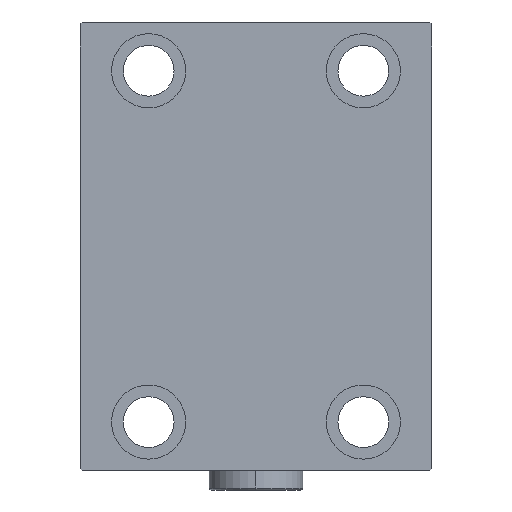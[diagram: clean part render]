
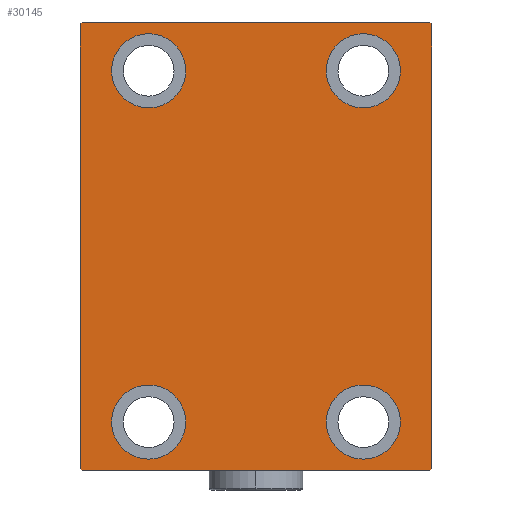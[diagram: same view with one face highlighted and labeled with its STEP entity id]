
A CAD part, left-side view. The second image highlights one B-rep face of the part: STEP entity #30145.
In plain terms, the highlighted face is planar.
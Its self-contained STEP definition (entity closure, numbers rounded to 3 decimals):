
#421 = CARTESIAN_POINT ( 'NONE',  ( 108., 45., -57. ) ) ;
#463 = DIRECTION ( 'NONE',  ( 0., 0.707, -0.707 ) ) ;
#633 = DIRECTION ( 'NONE',  ( -1., 0., 0. ) ) ;
#733 = AXIS2_PLACEMENT_3D ( 'NONE', #31758, #18736, #14769 ) ;
#1061 = VERTEX_POINT ( 'NONE', #13097 ) ;
#1421 = EDGE_CURVE ( 'NONE', #43353, #2050, #35296, .T. ) ;
#2050 = VERTEX_POINT ( 'NONE', #421 ) ;
#2198 = ORIENTED_EDGE ( 'NONE', *, *, #14772, .T. ) ;
#2288 = CARTESIAN_POINT ( 'NONE',  ( 108., -51., 51. ) ) ;
#3167 = CARTESIAN_POINT ( 'NONE',  ( 108., 45., -57.5 ) ) ;
#3394 = FACE_OUTER_BOUND ( 'NONE', #23430, .T. ) ;
#3395 = DIRECTION ( 'NONE',  ( 0., 0., 1. ) ) ;
#3499 = LINE ( 'NONE', #42569, #43982 ) ;
#3540 = VERTEX_POINT ( 'NONE', #5834 ) ;
#3555 = DIRECTION ( 'NONE',  ( -1., 0., 0. ) ) ;
#3776 = EDGE_LOOP ( 'NONE', ( #10777, #28586 ) ) ;
#3891 = CARTESIAN_POINT ( 'NONE',  ( 108., -27.5, 45. ) ) ;
#4019 = VECTOR ( 'NONE', #3395, 1000. ) ;
#4549 = DIRECTION ( 'NONE',  ( 0., 0., 1. ) ) ;
#4567 = AXIS2_PLACEMENT_3D ( 'NONE', #15703, #18981, #4549 ) ;
#4862 = EDGE_CURVE ( 'NONE', #40011, #3540, #22406, .T. ) ;
#5426 = CIRCLE ( 'NONE', #18815, 9.5 ) ;
#5496 = EDGE_CURVE ( 'NONE', #31722, #1061, #3499, .T. ) ;
#5834 = CARTESIAN_POINT ( 'NONE',  ( 108., -27.5, 54.5 ) ) ;
#6186 = EDGE_CURVE ( 'NONE', #15660, #6331, #12782, .T. ) ;
#6331 = VERTEX_POINT ( 'NONE', #26093 ) ;
#6568 = CARTESIAN_POINT ( 'NONE',  ( 108., -45., 57. ) ) ;
#6874 = FACE_BOUND ( 'NONE', #29037, .T. ) ;
#7374 = CARTESIAN_POINT ( 'NONE',  ( 108., 51., -51. ) ) ;
#7889 = CARTESIAN_POINT ( 'NONE',  ( 108., 27.5, -54.5 ) ) ;
#8754 = AXIS2_PLACEMENT_3D ( 'NONE', #23951, #16044, #38128 ) ;
#9720 = DIRECTION ( 'NONE',  ( 0., -0.707, -0.707 ) ) ;
#9787 = VERTEX_POINT ( 'NONE', #30797 ) ;
#10080 = CARTESIAN_POINT ( 'NONE',  ( 108., -27.5, -45. ) ) ;
#10431 = EDGE_CURVE ( 'NONE', #2050, #31722, #34166, .T. ) ;
#10777 = ORIENTED_EDGE ( 'NONE', *, *, #44036, .T. ) ;
#11629 = DIRECTION ( 'NONE',  ( 0., 0., 1. ) ) ;
#11749 = ORIENTED_EDGE ( 'NONE', *, *, #40783, .T. ) ;
#12731 = CIRCLE ( 'NONE', #4567, 9.5 ) ;
#12782 = CIRCLE ( 'NONE', #17996, 9.5 ) ;
#12922 = LINE ( 'NONE', #30139, #21066 ) ;
#13097 = CARTESIAN_POINT ( 'NONE',  ( 108., 44.5, 57.5 ) ) ;
#14411 = CARTESIAN_POINT ( 'NONE',  ( 108., 45., 57. ) ) ;
#14677 = VERTEX_POINT ( 'NONE', #40952 ) ;
#14769 = DIRECTION ( 'NONE',  ( 0., 0., -1. ) ) ;
#14772 = EDGE_CURVE ( 'NONE', #36363, #45218, #21850, .T. ) ;
#14780 = LINE ( 'NONE', #25038, #44031 ) ;
#14818 = CIRCLE ( 'NONE', #19286, 9.5 ) ;
#15100 = CARTESIAN_POINT ( 'NONE',  ( 108., -27.5, -35.5 ) ) ;
#15660 = VERTEX_POINT ( 'NONE', #15100 ) ;
#15703 = CARTESIAN_POINT ( 'NONE',  ( 108., -27.5, 45. ) ) ;
#16044 = DIRECTION ( 'NONE',  ( -1., 0., 0. ) ) ;
#16189 = CIRCLE ( 'NONE', #8754, 9.5 ) ;
#16451 = ORIENTED_EDGE ( 'NONE', *, *, #21631, .T. ) ;
#16595 = ORIENTED_EDGE ( 'NONE', *, *, #38175, .T. ) ;
#16701 = LINE ( 'NONE', #2288, #35673 ) ;
#17347 = FACE_BOUND ( 'NONE', #3776, .T. ) ;
#17574 = PLANE ( 'NONE',  #733 ) ;
#17680 = DIRECTION ( 'NONE',  ( 0., -0.707, 0.707 ) ) ;
#17930 = AXIS2_PLACEMENT_3D ( 'NONE', #3891, #633, #32021 ) ;
#17996 = AXIS2_PLACEMENT_3D ( 'NONE', #10080, #3555, #38447 ) ;
#18476 = CARTESIAN_POINT ( 'NONE',  ( 108., 27.5, 45. ) ) ;
#18685 = DIRECTION ( 'NONE',  ( 0., 0., -1. ) ) ;
#18736 = DIRECTION ( 'NONE',  ( 1., 0., 0. ) ) ;
#18776 = ORIENTED_EDGE ( 'NONE', *, *, #24413, .T. ) ;
#18815 = AXIS2_PLACEMENT_3D ( 'NONE', #41370, #24150, #45064 ) ;
#18981 = DIRECTION ( 'NONE',  ( -1., 0., 0. ) ) ;
#18989 = CARTESIAN_POINT ( 'NONE',  ( 108., 27.5, -35.5 ) ) ;
#19286 = AXIS2_PLACEMENT_3D ( 'NONE', #25595, #33251, #11629 ) ;
#20167 = ORIENTED_EDGE ( 'NONE', *, *, #4862, .T. ) ;
#21066 = VECTOR ( 'NONE', #37113, 1000. ) ;
#21631 = EDGE_CURVE ( 'NONE', #31745, #39583, #16189, .T. ) ;
#21850 = LINE ( 'NONE', #42554, #33096 ) ;
#21866 = ORIENTED_EDGE ( 'NONE', *, *, #31895, .T. ) ;
#21977 = ORIENTED_EDGE ( 'NONE', *, *, #43146, .T. ) ;
#22055 = CARTESIAN_POINT ( 'NONE',  ( 108., -44.5, -57.5 ) ) ;
#22406 = CIRCLE ( 'NONE', #17930, 9.5 ) ;
#23430 = EDGE_LOOP ( 'NONE', ( #11749, #21866, #18776, #2198, #25315, #41264, #30773, #40037 ) ) ;
#23951 = CARTESIAN_POINT ( 'NONE',  ( 108., 27.5, -45. ) ) ;
#24150 = DIRECTION ( 'NONE',  ( -1., 0., 0. ) ) ;
#24317 = EDGE_LOOP ( 'NONE', ( #20167, #35708 ) ) ;
#24413 = EDGE_CURVE ( 'NONE', #38356, #36363, #36127, .T. ) ;
#24843 = DIRECTION ( 'NONE',  ( -1., 0., 0. ) ) ;
#25038 = CARTESIAN_POINT ( 'NONE',  ( 108., -45., -57.5 ) ) ;
#25315 = ORIENTED_EDGE ( 'NONE', *, *, #38879, .T. ) ;
#25595 = CARTESIAN_POINT ( 'NONE',  ( 108., 27.5, -45. ) ) ;
#26093 = CARTESIAN_POINT ( 'NONE',  ( 108., -27.5, -54.5 ) ) ;
#27475 = EDGE_LOOP ( 'NONE', ( #16451, #45840 ) ) ;
#28048 = FACE_BOUND ( 'NONE', #27475, .T. ) ;
#28316 = DIRECTION ( 'NONE',  ( 0., 0.707, 0.707 ) ) ;
#28586 = ORIENTED_EDGE ( 'NONE', *, *, #6186, .T. ) ;
#28976 = DIRECTION ( 'NONE',  ( 0., 1., 0. ) ) ;
#29037 = EDGE_LOOP ( 'NONE', ( #21977, #16595 ) ) ;
#29145 = CARTESIAN_POINT ( 'NONE',  ( 108., -45., 57.5 ) ) ;
#29670 = EDGE_CURVE ( 'NONE', #39583, #31745, #14818, .T. ) ;
#30139 = CARTESIAN_POINT ( 'NONE',  ( 108., 45., 57.5 ) ) ;
#30145 = ADVANCED_FACE ( 'NONE', ( #17347, #31539, #6874, #28048, #3394 ), #17574, .T. ) ;
#30367 = VECTOR ( 'NONE', #18685, 1000. ) ;
#30773 = ORIENTED_EDGE ( 'NONE', *, *, #10431, .T. ) ;
#30797 = CARTESIAN_POINT ( 'NONE',  ( 108., 27.5, 35.5 ) ) ;
#31539 = FACE_BOUND ( 'NONE', #24317, .T. ) ;
#31722 = VERTEX_POINT ( 'NONE', #14411 ) ;
#31745 = VERTEX_POINT ( 'NONE', #7889 ) ;
#31758 = CARTESIAN_POINT ( 'NONE',  ( 108., 0., 0. ) ) ;
#31895 = EDGE_CURVE ( 'NONE', #14677, #38356, #16701, .T. ) ;
#32021 = DIRECTION ( 'NONE',  ( 0., 0., 1. ) ) ;
#32290 = CARTESIAN_POINT ( 'NONE',  ( 108., 27.5, 54.5 ) ) ;
#32951 = CARTESIAN_POINT ( 'NONE',  ( 108., 44.5, -57.5 ) ) ;
#33096 = VECTOR ( 'NONE', #463, 1000. ) ;
#33120 = DIRECTION ( 'NONE',  ( 0., 0., 1. ) ) ;
#33251 = DIRECTION ( 'NONE',  ( -1., 0., 0. ) ) ;
#33647 = AXIS2_PLACEMENT_3D ( 'NONE', #18476, #39866, #33120 ) ;
#34166 = LINE ( 'NONE', #3167, #4019 ) ;
#34412 = AXIS2_PLACEMENT_3D ( 'NONE', #38109, #24843, #45973 ) ;
#34625 = VERTEX_POINT ( 'NONE', #32290 ) ;
#35130 = CIRCLE ( 'NONE', #34412, 9.5 ) ;
#35143 = EDGE_CURVE ( 'NONE', #3540, #40011, #12731, .T. ) ;
#35296 = LINE ( 'NONE', #7374, #45403 ) ;
#35673 = VECTOR ( 'NONE', #9720, 1000. ) ;
#35708 = ORIENTED_EDGE ( 'NONE', *, *, #35143, .T. ) ;
#36127 = LINE ( 'NONE', #29145, #30367 ) ;
#36363 = VERTEX_POINT ( 'NONE', #44934 ) ;
#37113 = DIRECTION ( 'NONE',  ( 0., -1., 0. ) ) ;
#38109 = CARTESIAN_POINT ( 'NONE',  ( 108., -27.5, -45. ) ) ;
#38128 = DIRECTION ( 'NONE',  ( 0., 0., 1. ) ) ;
#38175 = EDGE_CURVE ( 'NONE', #34625, #9787, #39564, .T. ) ;
#38356 = VERTEX_POINT ( 'NONE', #6568 ) ;
#38447 = DIRECTION ( 'NONE',  ( 0., 0., 1. ) ) ;
#38879 = EDGE_CURVE ( 'NONE', #45218, #43353, #14780, .T. ) ;
#39564 = CIRCLE ( 'NONE', #33647, 9.5 ) ;
#39583 = VERTEX_POINT ( 'NONE', #18989 ) ;
#39866 = DIRECTION ( 'NONE',  ( -1., 0., 0. ) ) ;
#40011 = VERTEX_POINT ( 'NONE', #40554 ) ;
#40037 = ORIENTED_EDGE ( 'NONE', *, *, #5496, .T. ) ;
#40554 = CARTESIAN_POINT ( 'NONE',  ( 108., -27.5, 35.5 ) ) ;
#40783 = EDGE_CURVE ( 'NONE', #1061, #14677, #12922, .T. ) ;
#40952 = CARTESIAN_POINT ( 'NONE',  ( 108., -44.5, 57.5 ) ) ;
#41264 = ORIENTED_EDGE ( 'NONE', *, *, #1421, .T. ) ;
#41370 = CARTESIAN_POINT ( 'NONE',  ( 108., 27.5, 45. ) ) ;
#42554 = CARTESIAN_POINT ( 'NONE',  ( 108., -51., -51. ) ) ;
#42569 = CARTESIAN_POINT ( 'NONE',  ( 108., 51., 51. ) ) ;
#43146 = EDGE_CURVE ( 'NONE', #9787, #34625, #5426, .T. ) ;
#43353 = VERTEX_POINT ( 'NONE', #32951 ) ;
#43982 = VECTOR ( 'NONE', #17680, 1000. ) ;
#44031 = VECTOR ( 'NONE', #28976, 1000. ) ;
#44036 = EDGE_CURVE ( 'NONE', #6331, #15660, #35130, .T. ) ;
#44934 = CARTESIAN_POINT ( 'NONE',  ( 108., -45., -57. ) ) ;
#45064 = DIRECTION ( 'NONE',  ( 0., 0., 1. ) ) ;
#45218 = VERTEX_POINT ( 'NONE', #22055 ) ;
#45403 = VECTOR ( 'NONE', #28316, 1000. ) ;
#45840 = ORIENTED_EDGE ( 'NONE', *, *, #29670, .T. ) ;
#45973 = DIRECTION ( 'NONE',  ( 0., 0., 1. ) ) ;
